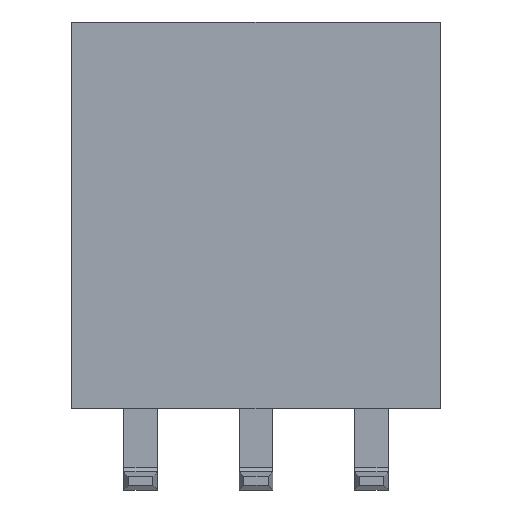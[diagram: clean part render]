
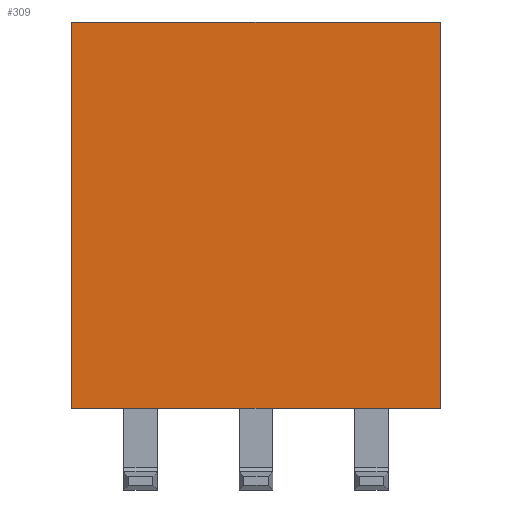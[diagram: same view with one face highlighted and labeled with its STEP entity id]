
A CAD part, front view. The second image highlights one B-rep face of the part: STEP entity #309.
In plain terms, the highlighted planar face has unit normal (0, -1, 0).
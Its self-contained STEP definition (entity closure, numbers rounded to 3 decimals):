
#309 = ADVANCED_FACE( '', ( #585 ), #586, .T. );
#585 = FACE_OUTER_BOUND( '', #838, .T. );
#586 = PLANE( '', #839 );
#838 = EDGE_LOOP( '', ( #1543, #1544, #1545, #1546 ) );
#839 = AXIS2_PLACEMENT_3D( '', #1547, #1548, #1549 );
#1543 = ORIENTED_EDGE( '', *, *, #1835, .T. );
#1544 = ORIENTED_EDGE( '', *, *, #1682, .T. );
#1545 = ORIENTED_EDGE( '', *, *, #1771, .T. );
#1546 = ORIENTED_EDGE( '', *, *, #1843, .T. );
#1547 = CARTESIAN_POINT( '', ( 0., -1.25, 0. ) );
#1548 = DIRECTION( '', ( 0., -1., 0. ) );
#1549 = DIRECTION( '', ( 0., 0., -1. ) );
#1682 = EDGE_CURVE( '', #2042, #2040, #2043, .T. );
#1771 = EDGE_CURVE( '', #2040, #2164, #2166, .T. );
#1835 = EDGE_CURVE( '', #2244, #2042, #2245, .T. );
#1843 = EDGE_CURVE( '', #2164, #2244, #2253, .T. );
#2040 = VERTEX_POINT( '', #2542 );
#2042 = VERTEX_POINT( '', #2545 );
#2043 = LINE( '', #2546, #2547 );
#2164 = VERTEX_POINT( '', #2731 );
#2166 = LINE( '', #2734, #2735 );
#2244 = VERTEX_POINT( '', #2860 );
#2245 = LINE( '', #2861, #2862 );
#2253 = LINE( '', #2873, #2874 );
#2542 = CARTESIAN_POINT( '', ( -4.06, -1.25, -4.25 ) );
#2545 = CARTESIAN_POINT( '', ( -4.06, -1.25, 4.25 ) );
#2546 = CARTESIAN_POINT( '', ( -4.06, -1.25, 4.25 ) );
#2547 = VECTOR( '', #2983, 1000. );
#2731 = CARTESIAN_POINT( '', ( 4.06, -1.25, -4.25 ) );
#2734 = CARTESIAN_POINT( '', ( -4.06, -1.25, -4.25 ) );
#2735 = VECTOR( '', #3054, 1000. );
#2860 = CARTESIAN_POINT( '', ( 4.06, -1.25, 4.25 ) );
#2861 = CARTESIAN_POINT( '', ( 4.06, -1.25, 4.25 ) );
#2862 = VECTOR( '', #3092, 1000. );
#2873 = CARTESIAN_POINT( '', ( 4.06, -1.25, -4.25 ) );
#2874 = VECTOR( '', #3096, 1000. );
#2983 = DIRECTION( '', ( 0., 0., -1. ) );
#3054 = DIRECTION( '', ( 1., 0., 0. ) );
#3092 = DIRECTION( '', ( -1., 0., 0. ) );
#3096 = DIRECTION( '', ( 0., 0., 1. ) );
